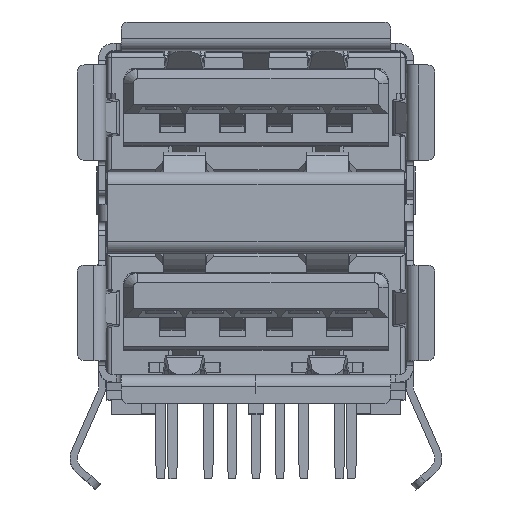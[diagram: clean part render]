
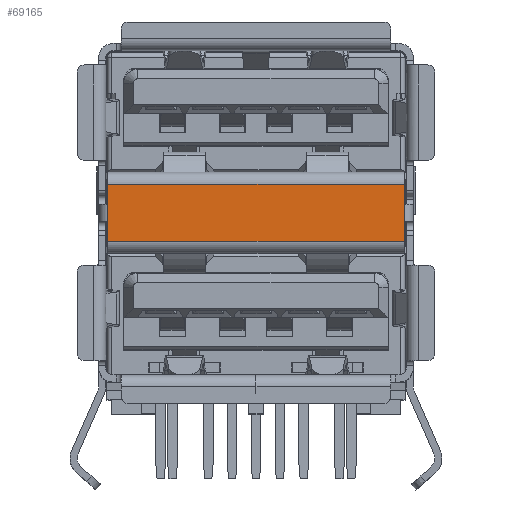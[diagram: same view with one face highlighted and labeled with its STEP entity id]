
A CAD part, top view. The second image highlights one B-rep face of the part: STEP entity #69165.
In plain terms, the highlighted planar face has unit normal (0, 0, 1).
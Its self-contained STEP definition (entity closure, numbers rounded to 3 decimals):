
#5271 = CARTESIAN_POINT ( 'NONE',  ( -6.225, -0.55, 16.5 ) ) ;
#9059 = VECTOR ( 'NONE', #38002, 1000. ) ;
#10045 = DIRECTION ( 'NONE',  ( 0., -1., 0. ) ) ;
#14311 = LINE ( 'NONE', #63278, #9059 ) ;
#17314 = DIRECTION ( 'NONE',  ( 0., 0., 1. ) ) ;
#17681 = VERTEX_POINT ( 'NONE', #77451 ) ;
#18243 = AXIS2_PLACEMENT_3D ( 'NONE', #67506, #17314, #41807 ) ;
#23368 = EDGE_CURVE ( 'NONE', #34505, #62097, #14311, .T. ) ;
#23566 = ORIENTED_EDGE ( 'NONE', *, *, #23368, .T. ) ;
#26250 = CARTESIAN_POINT ( 'NONE',  ( 6.225, -1.75, 16.5 ) ) ;
#26935 = LINE ( 'NONE', #34539, #53831 ) ;
#27039 = ORIENTED_EDGE ( 'NONE', *, *, #62542, .F. ) ;
#29786 = DIRECTION ( 'NONE',  ( 0., -1., 0. ) ) ;
#31809 = CARTESIAN_POINT ( 'NONE',  ( -6.225, 0.65, 16.5 ) ) ;
#34505 = VERTEX_POINT ( 'NONE', #66467 ) ;
#34539 = CARTESIAN_POINT ( 'NONE',  ( 6.225, -0.55, 16.5 ) ) ;
#35308 = ORIENTED_EDGE ( 'NONE', *, *, #45445, .T. ) ;
#35971 = EDGE_LOOP ( 'NONE', ( #27039, #70518, #35308, #23566 ) ) ;
#38002 = DIRECTION ( 'NONE',  ( 1., 0., 0. ) ) ;
#41807 = DIRECTION ( 'NONE',  ( 1., 0., 0. ) ) ;
#42963 = CARTESIAN_POINT ( 'NONE',  ( 0., 0.65, 16.5 ) ) ;
#45445 = EDGE_CURVE ( 'NONE', #77511, #34505, #67107, .T. ) ;
#49781 = LINE ( 'NONE', #42963, #54754 ) ;
#53831 = VECTOR ( 'NONE', #10045, 1000. ) ;
#54754 = VECTOR ( 'NONE', #61821, 1000. ) ;
#61821 = DIRECTION ( 'NONE',  ( -1., 0., 0. ) ) ;
#62097 = VERTEX_POINT ( 'NONE', #26250 ) ;
#62542 = EDGE_CURVE ( 'NONE', #17681, #62097, #26935, .T. ) ;
#63278 = CARTESIAN_POINT ( 'NONE',  ( 0., -1.75, 16.5 ) ) ;
#66467 = CARTESIAN_POINT ( 'NONE',  ( -6.225, -1.75, 16.5 ) ) ;
#66691 = FACE_OUTER_BOUND ( 'NONE', #35971, .T. ) ;
#67107 = LINE ( 'NONE', #5271, #70801 ) ;
#67506 = CARTESIAN_POINT ( 'NONE',  ( -6.474, -1.798, 16.5 ) ) ;
#69165 = ADVANCED_FACE ( 'NONE', ( #66691 ), #73929, .T. ) ;
#70518 = ORIENTED_EDGE ( 'NONE', *, *, #75905, .T. ) ;
#70801 = VECTOR ( 'NONE', #29786, 1000. ) ;
#73929 = PLANE ( 'NONE',  #18243 ) ;
#75905 = EDGE_CURVE ( 'NONE', #17681, #77511, #49781, .T. ) ;
#77451 = CARTESIAN_POINT ( 'NONE',  ( 6.225, 0.65, 16.5 ) ) ;
#77511 = VERTEX_POINT ( 'NONE', #31809 ) ;
